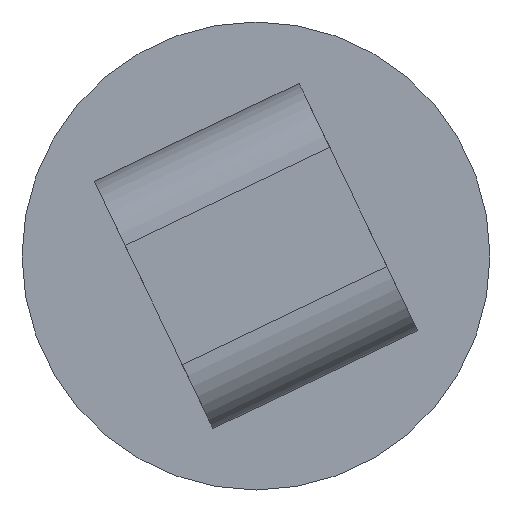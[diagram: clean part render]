
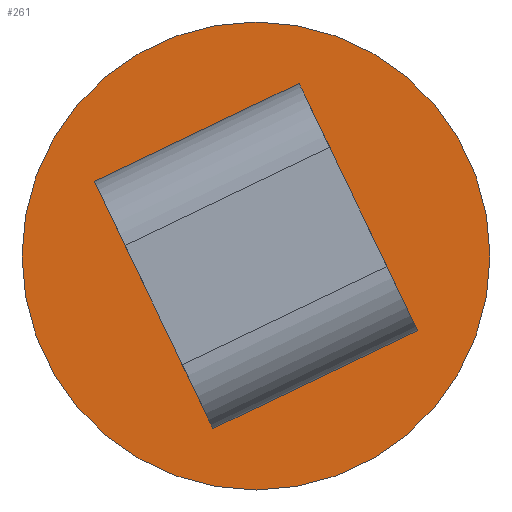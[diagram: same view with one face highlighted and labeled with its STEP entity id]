
A CAD part, left-side view. The second image highlights one B-rep face of the part: STEP entity #261.
In plain terms, the highlighted planar face has unit normal (-1, 0, 0).
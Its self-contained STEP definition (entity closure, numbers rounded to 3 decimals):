
#29=FACE_BOUND('',#75,.T.);
#39=CIRCLE('',#303,49.5);
#40=CIRCLE('',#305,22.5);
#53=FACE_OUTER_BOUND('',#74,.T.);
#74=EDGE_LOOP('',(#228));
#75=EDGE_LOOP('',(#229));
#138=VERTEX_POINT('',#448);
#139=VERTEX_POINT('',#452);
#168=EDGE_CURVE('',#138,#138,#39,.T.);
#170=EDGE_CURVE('',#139,#139,#40,.T.);
#228=ORIENTED_EDGE('',*,*,#168,.T.);
#229=ORIENTED_EDGE('',*,*,#170,.F.);
#248=PLANE('',#304);
#261=ADVANCED_FACE('',(#53,#29),#248,.T.);
#303=AXIS2_PLACEMENT_3D('',#449,#371,#372);
#304=AXIS2_PLACEMENT_3D('',#451,#374,#375);
#305=AXIS2_PLACEMENT_3D('',#453,#376,#377);
#371=DIRECTION('center_axis',(-1.,0.,0.));
#372=DIRECTION('ref_axis',(0.,0.,1.));
#374=DIRECTION('center_axis',(-1.,0.,0.));
#375=DIRECTION('ref_axis',(0.,0.,1.));
#376=DIRECTION('center_axis',(-1.,0.,0.));
#377=DIRECTION('ref_axis',(0.,0.,1.));
#448=CARTESIAN_POINT('',(783.5,0.,-49.5));
#449=CARTESIAN_POINT('Origin',(783.5,0.,0.));
#451=CARTESIAN_POINT('Origin',(783.5,0.,31.));
#452=CARTESIAN_POINT('',(783.5,0.,-22.5));
#453=CARTESIAN_POINT('Origin',(783.5,0.,0.));
